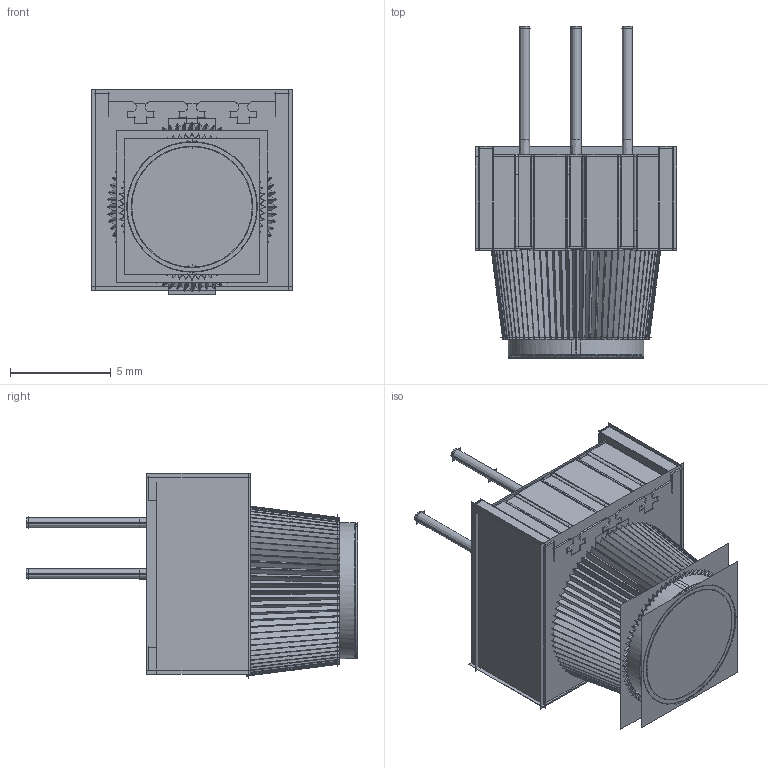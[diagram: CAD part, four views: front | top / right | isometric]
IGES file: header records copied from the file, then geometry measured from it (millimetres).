
Start section:  PTC IGES file: 3386p_asm.igs
Global section: file name: 3386p_asm.igs; native system: Creo Parametric by Parametric Technology Corporation; preprocessor: 2012230; author: minhn; organization: Unknown; date: 20160404.083835; units: inch
Bounding box: 9.96 x 16.43 x 10.19 mm (x, y, z)
Surface area: 29741.6 mm2 (no closed solid volume)
Topology: 0 solids, 0 shells, 836 faces, 13182 edges, 16862 vertices
Faces by surface type: bspline 724, revolution 112
